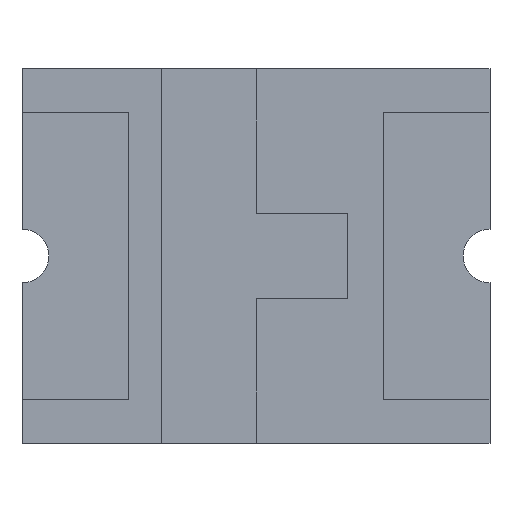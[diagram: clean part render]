
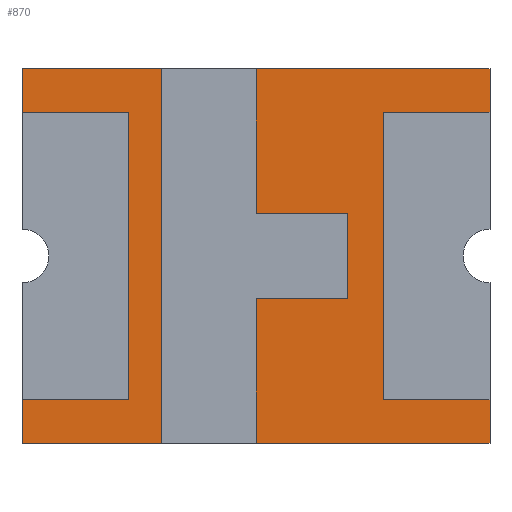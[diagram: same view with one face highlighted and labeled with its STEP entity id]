
A CAD part, front view. The second image highlights one B-rep face of the part: STEP entity #870.
In plain terms, the highlighted planar face has unit normal (0, -1, 0).
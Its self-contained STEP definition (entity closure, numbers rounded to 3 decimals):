
#66 = VERTEX_POINT ( 'NONE', #1292 ) ;
#107 = VECTOR ( 'NONE', #1580, 1000. ) ;
#120 = VECTOR ( 'NONE', #1272, 1000. ) ;
#212 = DIRECTION ( 'NONE',  ( 0., 0., 1. ) ) ;
#361 = EDGE_CURVE ( 'NONE', #66, #3756, #3961, .T. ) ;
#438 = LINE ( 'NONE', #932, #107 ) ;
#562 = VECTOR ( 'NONE', #3451, 1000. ) ;
#654 = ORIENTED_EDGE ( 'NONE', *, *, #2937, .T. ) ;
#667 = VERTEX_POINT ( 'NONE', #4058 ) ;
#690 = CARTESIAN_POINT ( 'NONE',  ( -1.75, -0.5, 1.4 ) ) ;
#762 = CARTESIAN_POINT ( 'NONE',  ( -1.75, -0.5, 1.4 ) ) ;
#782 = VERTEX_POINT ( 'NONE', #2751 ) ;
#870 = ADVANCED_FACE ( 'NONE', ( #3791 ), #4340, .F. ) ;
#871 = DIRECTION ( 'NONE',  ( 0., 1., 0. ) ) ;
#885 = CARTESIAN_POINT ( 'NONE',  ( 0.082, -0.5, -1.4 ) ) ;
#886 = DIRECTION ( 'NONE',  ( 0., -1., 0. ) ) ;
#932 = CARTESIAN_POINT ( 'NONE',  ( 0.082, -0.5, 1.4 ) ) ;
#1101 = VERTEX_POINT ( 'NONE', #3395 ) ;
#1113 = CARTESIAN_POINT ( 'NONE',  ( -1.75, -0.5, 0.2 ) ) ;
#1246 = DIRECTION ( 'NONE',  ( 0., 0., -1. ) ) ;
#1272 = DIRECTION ( 'NONE',  ( 1., 0., 0. ) ) ;
#1292 = CARTESIAN_POINT ( 'NONE',  ( -1.75, -0.5, -1.4 ) ) ;
#1455 = ORIENTED_EDGE ( 'NONE', *, *, #3576, .F. ) ;
#1544 = CARTESIAN_POINT ( 'NONE',  ( 1.75, -0.5, 1.4 ) ) ;
#1546 = VERTEX_POINT ( 'NONE', #3939 ) ;
#1580 = DIRECTION ( 'NONE',  ( 1., 0., 0. ) ) ;
#1627 = EDGE_CURVE ( 'NONE', #667, #3065, #2970, .T. ) ;
#1754 = DIRECTION ( 'NONE',  ( 0., 0., -1. ) ) ;
#1835 = CARTESIAN_POINT ( 'NONE',  ( 1.75, -0.5, 0.2 ) ) ;
#2150 = ORIENTED_EDGE ( 'NONE', *, *, #4161, .T. ) ;
#2155 = CIRCLE ( 'NONE', #3572, 0.2 ) ;
#2171 = EDGE_CURVE ( 'NONE', #1546, #66, #2580, .T. ) ;
#2210 = CARTESIAN_POINT ( 'NONE',  ( 1.75, -0.5, 1.4 ) ) ;
#2262 = DIRECTION ( 'NONE',  ( 0., 0., -1. ) ) ;
#2424 = CARTESIAN_POINT ( 'NONE',  ( 1.75, -0.5, -1.4 ) ) ;
#2504 = DIRECTION ( 'NONE',  ( 0., 1., 0. ) ) ;
#2527 = EDGE_CURVE ( 'NONE', #782, #3756, #3067, .T. ) ;
#2573 = CARTESIAN_POINT ( 'NONE',  ( -1.75, -0.5, 0. ) ) ;
#2580 = LINE ( 'NONE', #762, #4099 ) ;
#2628 = VECTOR ( 'NONE', #2262, 1000. ) ;
#2729 = LINE ( 'NONE', #690, #562 ) ;
#2751 = CARTESIAN_POINT ( 'NONE',  ( 1.75, -0.5, -0.2 ) ) ;
#2811 = DIRECTION ( 'NONE',  ( 0., 0., -1. ) ) ;
#2936 = ORIENTED_EDGE ( 'NONE', *, *, #2527, .F. ) ;
#2937 = EDGE_CURVE ( 'NONE', #1101, #3159, #2729, .T. ) ;
#2939 = ORIENTED_EDGE ( 'NONE', *, *, #1627, .F. ) ;
#2970 = LINE ( 'NONE', #1544, #3240 ) ;
#3065 = VERTEX_POINT ( 'NONE', #1835 ) ;
#3067 = LINE ( 'NONE', #2210, #2628 ) ;
#3159 = VERTEX_POINT ( 'NONE', #1113 ) ;
#3179 = CARTESIAN_POINT ( 'NONE',  ( 1.75, -0.5, 0. ) ) ;
#3240 = VECTOR ( 'NONE', #1246, 1000. ) ;
#3248 = AXIS2_PLACEMENT_3D ( 'NONE', #2573, #886, #4335 ) ;
#3372 = EDGE_CURVE ( 'NONE', #1546, #3159, #4383, .T. ) ;
#3395 = CARTESIAN_POINT ( 'NONE',  ( -1.75, -0.5, 1.4 ) ) ;
#3451 = DIRECTION ( 'NONE',  ( 0., 0., -1. ) ) ;
#3546 = ORIENTED_EDGE ( 'NONE', *, *, #3372, .F. ) ;
#3572 = AXIS2_PLACEMENT_3D ( 'NONE', #3179, #2504, #1754 ) ;
#3576 = EDGE_CURVE ( 'NONE', #1101, #667, #438, .T. ) ;
#3644 = ORIENTED_EDGE ( 'NONE', *, *, #2171, .T. ) ;
#3693 = ORIENTED_EDGE ( 'NONE', *, *, #361, .T. ) ;
#3756 = VERTEX_POINT ( 'NONE', #2424 ) ;
#3791 = FACE_OUTER_BOUND ( 'NONE', #3994, .T. ) ;
#3925 = AXIS2_PLACEMENT_3D ( 'NONE', #4326, #871, #212 ) ;
#3939 = CARTESIAN_POINT ( 'NONE',  ( -1.75, -0.5, -0.2 ) ) ;
#3961 = LINE ( 'NONE', #885, #120 ) ;
#3994 = EDGE_LOOP ( 'NONE', ( #654, #3546, #3644, #3693, #2936, #2150, #2939, #1455 ) ) ;
#4058 = CARTESIAN_POINT ( 'NONE',  ( 1.75, -0.5, 1.4 ) ) ;
#4099 = VECTOR ( 'NONE', #2811, 1000. ) ;
#4161 = EDGE_CURVE ( 'NONE', #782, #3065, #2155, .T. ) ;
#4326 = CARTESIAN_POINT ( 'NONE',  ( 0.082, -0.5, 1.4 ) ) ;
#4335 = DIRECTION ( 'NONE',  ( 0., 0., -1. ) ) ;
#4340 = PLANE ( 'NONE',  #3925 ) ;
#4383 = CIRCLE ( 'NONE', #3248, 0.2 ) ;
